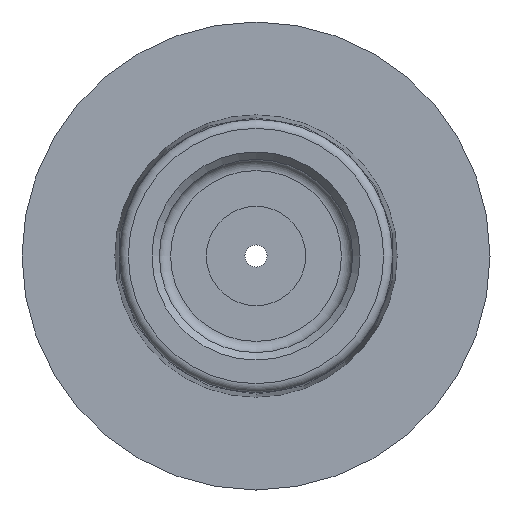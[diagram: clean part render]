
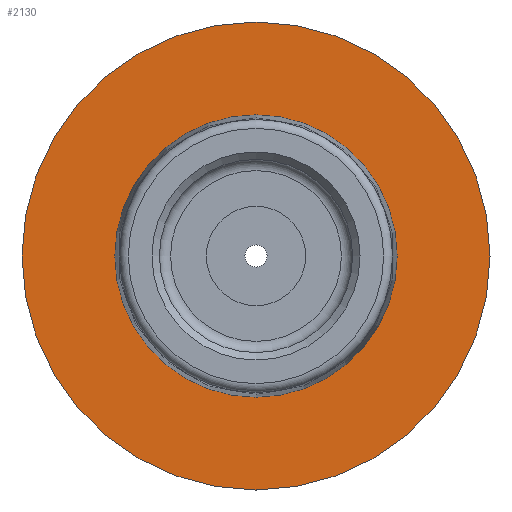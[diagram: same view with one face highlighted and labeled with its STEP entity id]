
A CAD part, left-side view. The second image highlights one B-rep face of the part: STEP entity #2130.
In plain terms, the highlighted planar face has unit normal (-1, 0, 0).
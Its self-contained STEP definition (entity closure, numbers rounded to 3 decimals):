
#100=PLANE('',#2281);
#205=CIRCLE('',#2277,31.5);
#206=CIRCLE('',#2278,31.5);
#209=CIRCLE('',#2282,19.005);
#210=CIRCLE('',#2283,19.005);
#623=VERTEX_POINT('',#17429);
#624=VERTEX_POINT('',#17431);
#626=VERTEX_POINT('',#17438);
#627=VERTEX_POINT('',#17439);
#1111=EDGE_CURVE('',#623,#624,#205,.T.);
#1112=EDGE_CURVE('',#624,#623,#206,.T.);
#1115=EDGE_CURVE('',#626,#627,#209,.F.);
#1116=EDGE_CURVE('',#627,#626,#210,.F.);
#1750=ORIENTED_EDGE('',*,*,#1112,.F.);
#1751=ORIENTED_EDGE('',*,*,#1111,.F.);
#1752=ORIENTED_EDGE('',*,*,#1115,.T.);
#1753=ORIENTED_EDGE('',*,*,#1116,.T.);
#1942=EDGE_LOOP('',(#1750,#1751));
#1943=EDGE_LOOP('',(#1752,#1753));
#2042=FACE_BOUND('',#1942,.T.);
#2043=FACE_BOUND('',#1943,.T.);
#2130=ADVANCED_FACE('',(#2042,#2043),#100,.T.);
#2277=AXIS2_PLACEMENT_3D('',#17430,#2619,#2620);
#2278=AXIS2_PLACEMENT_3D('',#17432,#2621,#2622);
#2281=AXIS2_PLACEMENT_3D('',#17436,#2627,$);
#2282=AXIS2_PLACEMENT_3D('',#17437,#2628,#2629);
#2283=AXIS2_PLACEMENT_3D('',#17440,#2630,#2631);
#2619=DIRECTION('',(1.,0.,0.));
#2620=DIRECTION('',(0.,0.,-31.5));
#2621=DIRECTION('',(1.,0.,0.));
#2622=DIRECTION('',(0.,0.,-31.5));
#2627=DIRECTION('',(-1.,0.,0.));
#2628=DIRECTION('',(-1.,0.,0.));
#2629=DIRECTION('',(0.,0.,-19.005));
#2630=DIRECTION('',(-1.,0.,0.));
#2631=DIRECTION('',(0.,0.,-19.005));
#17429=CARTESIAN_POINT('',(75.,0.,31.5));
#17430=CARTESIAN_POINT('',(75.,0.,0.));
#17431=CARTESIAN_POINT('',(75.,0.,-31.5));
#17432=CARTESIAN_POINT('',(75.,0.,0.));
#17436=CARTESIAN_POINT('',(75.,0.,-25.252));
#17437=CARTESIAN_POINT('',(75.,0.,0.));
#17438=CARTESIAN_POINT('',(75.,0.,-19.005));
#17439=CARTESIAN_POINT('',(75.,0.,19.005));
#17440=CARTESIAN_POINT('',(75.,0.,0.));
